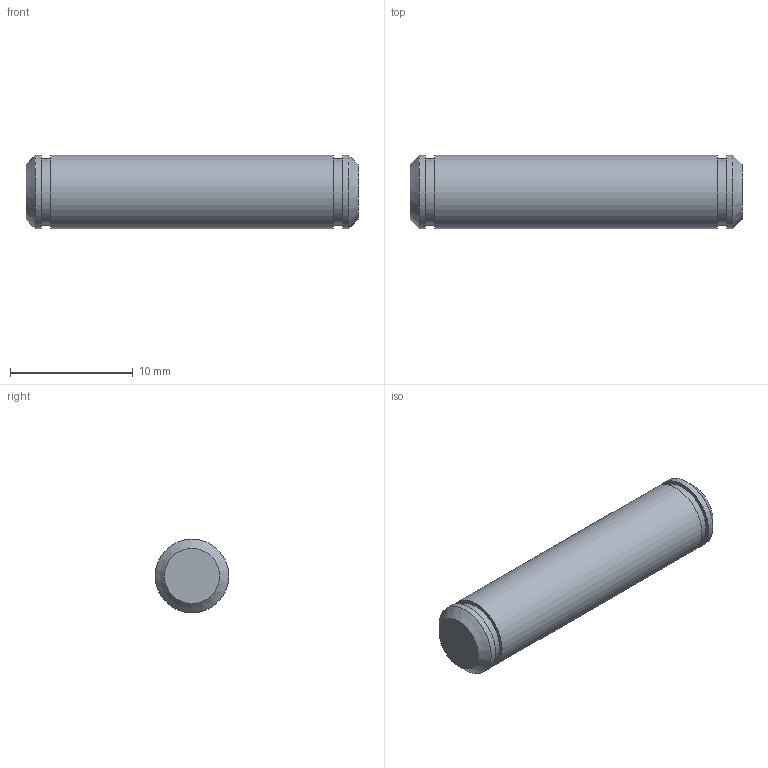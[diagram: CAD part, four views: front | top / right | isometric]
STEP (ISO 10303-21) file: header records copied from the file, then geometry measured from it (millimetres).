
FILE_DESCRIPTION(('HOOPS Exchange Step'),'2;1');
FILE_NAME('Axe rainure.step','2018-12-28T16:47:59+00:00',('SYSTEM'),('Unknown organisation'),'HOOPS Exchange 10.0','HOOPS Exchange','Unknown authorisation');
FILE_SCHEMA( ('AUTOMOTIVE_DESIGN { 1 0 10303 214 1 1 1 1 }') );
Length unit declared in the file: millimetre
Products named in the file (2): Défaut; Axe rainure
Assembly tree (1 placements, depth 2):
  Axe rainure
    Défaut
Bounding box: 27 x 6 x 6 mm (x, y, z)
Volume: 745.6 mm3; surface area: 566.1 mm2
Topology: 1 solids, 1 shells, 13 faces, 28 edges, 21 vertices
Faces by surface type: plane 6, cylinder 5, cone 2
Full cylindrical faces by diameter (mm): 5.4 x2, 6 x3
Entity records: 426 total; most frequent: DIRECTION 81, CARTESIAN_POINT 65, ORIENTED_EDGE 56, AXIS2_PLACEMENT_3D 37, EDGE_CURVE 28, VERTEX_POINT 21, CIRCLE 21, EDGE_LOOP 17
